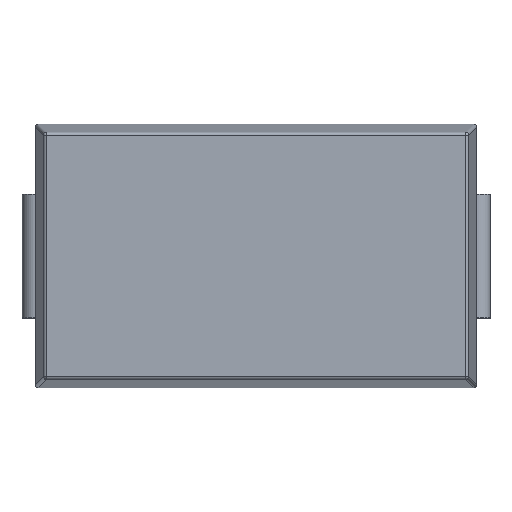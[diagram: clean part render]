
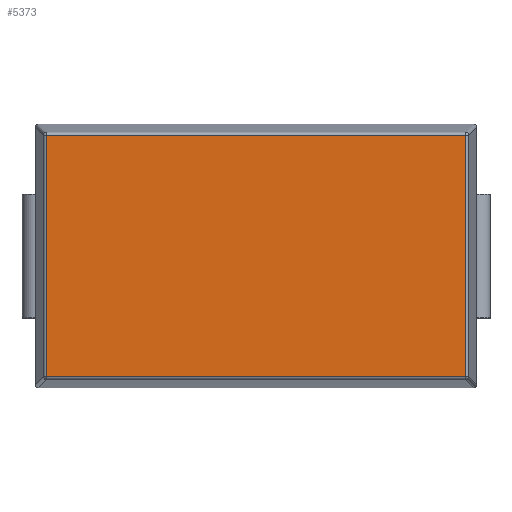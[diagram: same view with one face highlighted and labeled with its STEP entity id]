
A CAD part, top view. The second image highlights one B-rep face of the part: STEP entity #5373.
In plain terms, the highlighted planar face has unit normal (0, 0, 1).
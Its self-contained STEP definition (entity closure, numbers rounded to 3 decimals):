
#4520 = CYLINDRICAL_SURFACE('',#4521,0.05);
#4521 = AXIS2_PLACEMENT_3D('',#4522,#4523,#4524);
#4522 = CARTESIAN_POINT('',(0.137,0.182,2.75));
#4523 = DIRECTION('',(1.,0.,0.));
#4524 = DIRECTION('',(0.,-0.995,0.105));
#4796 = CYLINDRICAL_SURFACE('',#4797,0.05);
#4797 = AXIS2_PLACEMENT_3D('',#4798,#4799,#4800);
#4798 = CARTESIAN_POINT('',(0.137,4.138,2.75));
#4799 = DIRECTION('',(1.,0.,0.));
#4800 = DIRECTION('',(0.,0.995,0.105));
#4975 = VERTEX_POINT('',#4976);
#4976 = CARTESIAN_POINT('',(0.182,0.182,2.8));
#4998 = EDGE_CURVE('',#4975,#4999,#5001,.T.);
#4999 = VERTEX_POINT('',#5000);
#5000 = CARTESIAN_POINT('',(7.058,0.182,2.8));
#5001 = SURFACE_CURVE('',#5002,(#5006,#5013),.PCURVE_S1.);
#5002 = LINE('',#5003,#5004);
#5003 = CARTESIAN_POINT('',(0.137,0.182,2.8));
#5004 = VECTOR('',#5005,1.);
#5005 = DIRECTION('',(1.,0.,0.));
#5006 = PCURVE('',#4520,#5007);
#5007 = DEFINITIONAL_REPRESENTATION('',(#5008),#5012);
#5008 = LINE('',#5009,#5010);
#5009 = CARTESIAN_POINT('',(-1.466,0.));
#5010 = VECTOR('',#5011,1.);
#5011 = DIRECTION('',(0.,1.));
#5012 = ( GEOMETRIC_REPRESENTATION_CONTEXT(2) 
PARAMETRIC_REPRESENTATION_CONTEXT() REPRESENTATION_CONTEXT('2D SPACE',''
  ) );
#5013 = PCURVE('',#5014,#5019);
#5014 = PLANE('',#5015);
#5015 = AXIS2_PLACEMENT_3D('',#5016,#5017,#5018);
#5016 = CARTESIAN_POINT('',(0.,0.,2.8));
#5017 = DIRECTION('',(0.,0.,1.));
#5018 = DIRECTION('',(1.,0.,0.));
#5019 = DEFINITIONAL_REPRESENTATION('',(#5020),#5024);
#5020 = LINE('',#5021,#5022);
#5021 = CARTESIAN_POINT('',(0.137,0.182));
#5022 = VECTOR('',#5023,1.);
#5023 = DIRECTION('',(1.,0.));
#5024 = ( GEOMETRIC_REPRESENTATION_CONTEXT(2) 
PARAMETRIC_REPRESENTATION_CONTEXT() REPRESENTATION_CONTEXT('2D SPACE',''
  ) );
#5070 = CYLINDRICAL_SURFACE('',#5071,0.05);
#5071 = AXIS2_PLACEMENT_3D('',#5072,#5073,#5074);
#5072 = CARTESIAN_POINT('',(0.182,0.137,2.75));
#5073 = DIRECTION('',(0.,1.,0.));
#5074 = DIRECTION('',(-0.995,0.,0.105));
#5207 = VERTEX_POINT('',#5208);
#5208 = CARTESIAN_POINT('',(0.182,4.138,2.8));
#5230 = EDGE_CURVE('',#5207,#5231,#5233,.T.);
#5231 = VERTEX_POINT('',#5232);
#5232 = CARTESIAN_POINT('',(7.058,4.138,2.8));
#5233 = SURFACE_CURVE('',#5234,(#5238,#5245),.PCURVE_S1.);
#5234 = LINE('',#5235,#5236);
#5235 = CARTESIAN_POINT('',(0.137,4.138,2.8));
#5236 = VECTOR('',#5237,1.);
#5237 = DIRECTION('',(1.,0.,0.));
#5238 = PCURVE('',#4796,#5239);
#5239 = DEFINITIONAL_REPRESENTATION('',(#5240),#5244);
#5240 = LINE('',#5241,#5242);
#5241 = CARTESIAN_POINT('',(1.466,0.));
#5242 = VECTOR('',#5243,1.);
#5243 = DIRECTION('',(0.,1.));
#5244 = ( GEOMETRIC_REPRESENTATION_CONTEXT(2) 
PARAMETRIC_REPRESENTATION_CONTEXT() REPRESENTATION_CONTEXT('2D SPACE',''
  ) );
#5245 = PCURVE('',#5014,#5246);
#5246 = DEFINITIONAL_REPRESENTATION('',(#5247),#5251);
#5247 = LINE('',#5248,#5249);
#5248 = CARTESIAN_POINT('',(0.137,4.138));
#5249 = VECTOR('',#5250,1.);
#5250 = DIRECTION('',(1.,0.));
#5251 = ( GEOMETRIC_REPRESENTATION_CONTEXT(2) 
PARAMETRIC_REPRESENTATION_CONTEXT() REPRESENTATION_CONTEXT('2D SPACE',''
  ) );
#5295 = CYLINDRICAL_SURFACE('',#5296,0.05);
#5296 = AXIS2_PLACEMENT_3D('',#5297,#5298,#5299);
#5297 = CARTESIAN_POINT('',(7.058,0.137,2.75));
#5298 = DIRECTION('',(0.,1.,0.));
#5299 = DIRECTION('',(0.995,0.,0.105));
#5373 = ADVANCED_FACE('',(#5374),#5014,.T.);
#5374 = FACE_BOUND('',#5375,.T.);
#5375 = EDGE_LOOP('',(#5376,#5397,#5398,#5419));
#5376 = ORIENTED_EDGE('',*,*,#5377,.F.);
#5377 = EDGE_CURVE('',#4975,#5207,#5378,.T.);
#5378 = SURFACE_CURVE('',#5379,(#5383,#5390),.PCURVE_S1.);
#5379 = LINE('',#5380,#5381);
#5380 = CARTESIAN_POINT('',(0.182,0.137,2.8));
#5381 = VECTOR('',#5382,1.);
#5382 = DIRECTION('',(0.,1.,0.));
#5383 = PCURVE('',#5014,#5384);
#5384 = DEFINITIONAL_REPRESENTATION('',(#5385),#5389);
#5385 = LINE('',#5386,#5387);
#5386 = CARTESIAN_POINT('',(0.182,0.137));
#5387 = VECTOR('',#5388,1.);
#5388 = DIRECTION('',(0.,1.));
#5389 = ( GEOMETRIC_REPRESENTATION_CONTEXT(2) 
PARAMETRIC_REPRESENTATION_CONTEXT() REPRESENTATION_CONTEXT('2D SPACE',''
  ) );
#5390 = PCURVE('',#5070,#5391);
#5391 = DEFINITIONAL_REPRESENTATION('',(#5392),#5396);
#5392 = LINE('',#5393,#5394);
#5393 = CARTESIAN_POINT('',(1.466,0.));
#5394 = VECTOR('',#5395,1.);
#5395 = DIRECTION('',(0.,1.));
#5396 = ( GEOMETRIC_REPRESENTATION_CONTEXT(2) 
PARAMETRIC_REPRESENTATION_CONTEXT() REPRESENTATION_CONTEXT('2D SPACE',''
  ) );
#5397 = ORIENTED_EDGE('',*,*,#4998,.T.);
#5398 = ORIENTED_EDGE('',*,*,#5399,.T.);
#5399 = EDGE_CURVE('',#4999,#5231,#5400,.T.);
#5400 = SURFACE_CURVE('',#5401,(#5405,#5412),.PCURVE_S1.);
#5401 = LINE('',#5402,#5403);
#5402 = CARTESIAN_POINT('',(7.058,0.137,2.8));
#5403 = VECTOR('',#5404,1.);
#5404 = DIRECTION('',(0.,1.,0.));
#5405 = PCURVE('',#5014,#5406);
#5406 = DEFINITIONAL_REPRESENTATION('',(#5407),#5411);
#5407 = LINE('',#5408,#5409);
#5408 = CARTESIAN_POINT('',(7.058,0.137));
#5409 = VECTOR('',#5410,1.);
#5410 = DIRECTION('',(0.,1.));
#5411 = ( GEOMETRIC_REPRESENTATION_CONTEXT(2) 
PARAMETRIC_REPRESENTATION_CONTEXT() REPRESENTATION_CONTEXT('2D SPACE',''
  ) );
#5412 = PCURVE('',#5295,#5413);
#5413 = DEFINITIONAL_REPRESENTATION('',(#5414),#5418);
#5414 = LINE('',#5415,#5416);
#5415 = CARTESIAN_POINT('',(-1.466,0.));
#5416 = VECTOR('',#5417,1.);
#5417 = DIRECTION('',(0.,1.));
#5418 = ( GEOMETRIC_REPRESENTATION_CONTEXT(2) 
PARAMETRIC_REPRESENTATION_CONTEXT() REPRESENTATION_CONTEXT('2D SPACE',''
  ) );
#5419 = ORIENTED_EDGE('',*,*,#5230,.F.);
